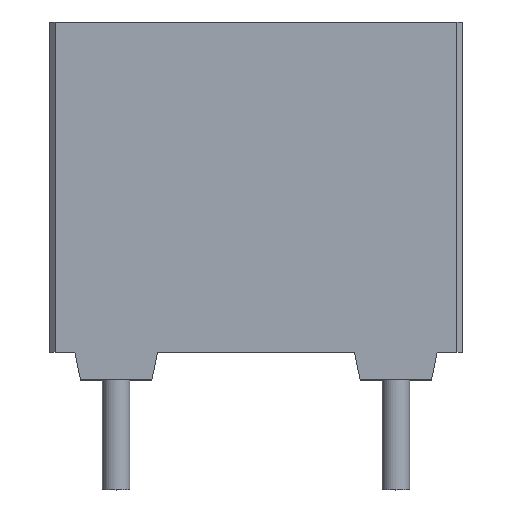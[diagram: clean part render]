
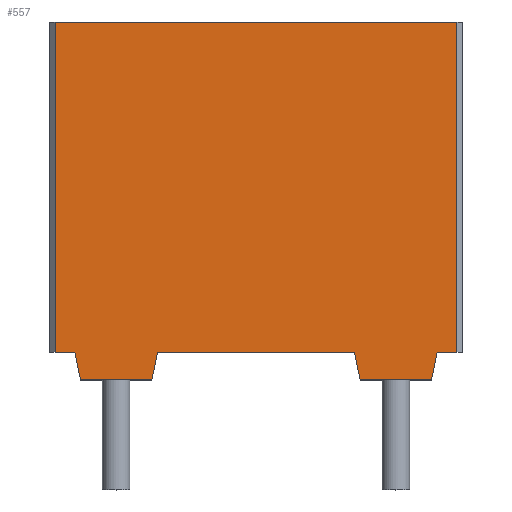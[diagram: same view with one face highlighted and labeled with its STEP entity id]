
A CAD part, top view. The second image highlights one B-rep face of the part: STEP entity #557.
In plain terms, the highlighted planar face has unit normal (0, 0, 1).
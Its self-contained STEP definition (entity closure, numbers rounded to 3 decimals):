
#29=FACE_OUTER_BOUND('',#61,.T.);
#61=EDGE_LOOP('',(#387,#388,#389,#390,#391,#392,#393,#394,#395,#396,#397,
#398));
#100=LINE('',#811,#174);
#102=LINE('',#815,#176);
#104=LINE('',#819,#178);
#105=LINE('',#821,#179);
#106=LINE('',#823,#180);
#107=LINE('',#825,#181);
#108=LINE('',#827,#182);
#109=LINE('',#829,#183);
#110=LINE('',#831,#184);
#111=LINE('',#833,#185);
#112=LINE('',#835,#186);
#113=LINE('',#836,#187);
#174=VECTOR('',#656,10.);
#176=VECTOR('',#660,10.);
#178=VECTOR('',#664,10.);
#179=VECTOR('',#665,10.);
#180=VECTOR('',#666,10.);
#181=VECTOR('',#667,10.);
#182=VECTOR('',#668,10.);
#183=VECTOR('',#669,10.);
#184=VECTOR('',#670,10.);
#185=VECTOR('',#671,10.);
#186=VECTOR('',#672,10.);
#187=VECTOR('',#673,10.);
#246=VERTEX_POINT('',#808);
#247=VERTEX_POINT('',#810);
#248=VERTEX_POINT('',#814);
#249=VERTEX_POINT('',#818);
#250=VERTEX_POINT('',#820);
#251=VERTEX_POINT('',#822);
#252=VERTEX_POINT('',#824);
#253=VERTEX_POINT('',#826);
#254=VERTEX_POINT('',#828);
#255=VERTEX_POINT('',#830);
#256=VERTEX_POINT('',#832);
#257=VERTEX_POINT('',#834);
#300=EDGE_CURVE('',#246,#247,#100,.T.);
#302=EDGE_CURVE('',#247,#248,#102,.T.);
#304=EDGE_CURVE('',#249,#246,#104,.T.);
#305=EDGE_CURVE('',#250,#249,#105,.T.);
#306=EDGE_CURVE('',#250,#251,#106,.T.);
#307=EDGE_CURVE('',#251,#252,#107,.T.);
#308=EDGE_CURVE('',#252,#253,#108,.T.);
#309=EDGE_CURVE('',#254,#253,#109,.T.);
#310=EDGE_CURVE('',#254,#255,#110,.T.);
#311=EDGE_CURVE('',#255,#256,#111,.T.);
#312=EDGE_CURVE('',#256,#257,#112,.T.);
#313=EDGE_CURVE('',#248,#257,#113,.T.);
#387=ORIENTED_EDGE('',*,*,#302,.F.);
#388=ORIENTED_EDGE('',*,*,#300,.F.);
#389=ORIENTED_EDGE('',*,*,#304,.F.);
#390=ORIENTED_EDGE('',*,*,#305,.F.);
#391=ORIENTED_EDGE('',*,*,#306,.T.);
#392=ORIENTED_EDGE('',*,*,#307,.T.);
#393=ORIENTED_EDGE('',*,*,#308,.T.);
#394=ORIENTED_EDGE('',*,*,#309,.F.);
#395=ORIENTED_EDGE('',*,*,#310,.T.);
#396=ORIENTED_EDGE('',*,*,#311,.T.);
#397=ORIENTED_EDGE('',*,*,#312,.T.);
#398=ORIENTED_EDGE('',*,*,#313,.F.);
#527=PLANE('',#605);
#557=ADVANCED_FACE('',(#29),#527,.T.);
#605=AXIS2_PLACEMENT_3D('',#817,#662,#663);
#656=DIRECTION('',(1.,0.,0.));
#660=DIRECTION('',(0.,-1.,0.));
#662=DIRECTION('center_axis',(0.,0.,1.));
#663=DIRECTION('ref_axis',(1.,0.,0.));
#664=DIRECTION('',(0.,1.,0.));
#665=DIRECTION('',(-1.,0.,0.));
#666=DIRECTION('',(0.196,-0.981,0.));
#667=DIRECTION('',(1.,0.,0.));
#668=DIRECTION('',(0.196,0.981,0.));
#669=DIRECTION('',(-1.,0.,0.));
#670=DIRECTION('',(0.196,-0.981,0.));
#671=DIRECTION('',(1.,0.,0.));
#672=DIRECTION('',(0.196,0.981,0.));
#673=DIRECTION('',(-1.,0.,0.));
#808=CARTESIAN_POINT('',(-3.65,6.5,1.225));
#810=CARTESIAN_POINT('',(3.65,6.5,1.225));
#811=CARTESIAN_POINT('',(3.75,6.5,1.225));
#814=CARTESIAN_POINT('',(3.65,0.5,1.225));
#815=CARTESIAN_POINT('',(3.65,0.5,1.225));
#817=CARTESIAN_POINT('Origin',(-3.75,0.5,1.225));
#818=CARTESIAN_POINT('',(-3.65,0.5,1.225));
#819=CARTESIAN_POINT('',(-3.65,0.5,1.225));
#820=CARTESIAN_POINT('',(-3.29,0.5,1.225));
#821=CARTESIAN_POINT('',(3.75,0.5,1.225));
#822=CARTESIAN_POINT('',(-3.19,0.,1.225));
#823=CARTESIAN_POINT('',(-3.29,0.5,1.225));
#824=CARTESIAN_POINT('',(-1.89,0.,1.225));
#825=CARTESIAN_POINT('',(-2.54,0.,1.225));
#826=CARTESIAN_POINT('',(-1.79,0.5,1.225));
#827=CARTESIAN_POINT('',(-1.89,0.,1.225));
#828=CARTESIAN_POINT('',(1.79,0.5,1.225));
#829=CARTESIAN_POINT('',(3.75,0.5,1.225));
#830=CARTESIAN_POINT('',(1.89,0.,1.225));
#831=CARTESIAN_POINT('',(1.79,0.5,1.225));
#832=CARTESIAN_POINT('',(3.19,0.,1.225));
#833=CARTESIAN_POINT('',(2.54,0.,1.225));
#834=CARTESIAN_POINT('',(3.29,0.5,1.225));
#835=CARTESIAN_POINT('',(3.19,0.,1.225));
#836=CARTESIAN_POINT('',(3.75,0.5,1.225));
